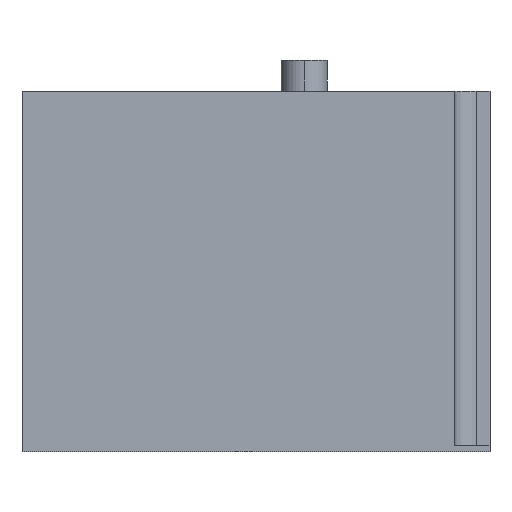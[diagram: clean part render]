
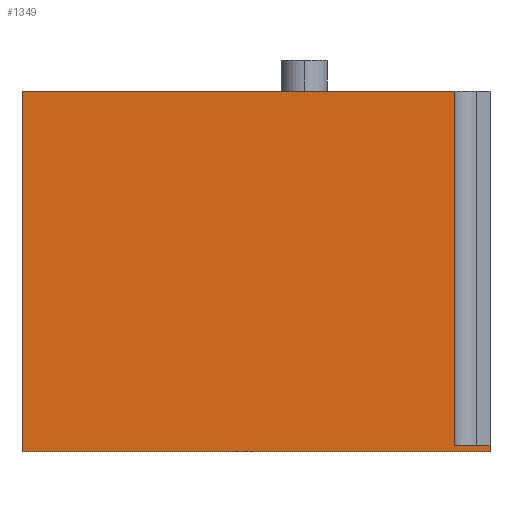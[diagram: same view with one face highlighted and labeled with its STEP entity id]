
A CAD part, left-side view. The second image highlights one B-rep face of the part: STEP entity #1349.
In plain terms, the highlighted planar face has unit normal (-1, 0, 0).
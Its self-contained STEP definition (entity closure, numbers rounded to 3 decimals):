
#198 = VERTEX_POINT ( 'NONE', #2796 ) ;
#273 = EDGE_CURVE ( 'NONE', #3256, #2151, #1828, .T. ) ;
#405 = ORIENTED_EDGE ( 'NONE', *, *, #2343, .F. ) ;
#411 = DIRECTION ( 'NONE',  ( 0., 0., -1. ) ) ;
#450 = CARTESIAN_POINT ( 'NONE',  ( -50.5, -76., 2. ) ) ;
#467 = EDGE_LOOP ( 'NONE', ( #2286, #2260, #3501, #405, #1905, #795 ) ) ;
#795 = ORIENTED_EDGE ( 'NONE', *, *, #1148, .T. ) ;
#981 = LINE ( 'NONE', #3385, #4325 ) ;
#1138 = CARTESIAN_POINT ( 'NONE',  ( -50.5, -76., 117. ) ) ;
#1148 = EDGE_CURVE ( 'NONE', #4914, #2151, #2350, .T. ) ;
#1230 = EDGE_CURVE ( 'NONE', #3232, #3256, #981, .T. ) ;
#1328 = CARTESIAN_POINT ( 'NONE',  ( -50.5, 76., 117. ) ) ;
#1349 = ADVANCED_FACE ( 'NONE', ( #3982 ), #3909, .F. ) ;
#1497 = AXIS2_PLACEMENT_3D ( 'NONE', #4274, #2093, #411 ) ;
#1711 = DIRECTION ( 'NONE',  ( 0., -1., 0. ) ) ;
#1828 = LINE ( 'NONE', #1138, #5412 ) ;
#1905 = ORIENTED_EDGE ( 'NONE', *, *, #1918, .T. ) ;
#1912 = CARTESIAN_POINT ( 'NONE',  ( -50.5, -76., 0. ) ) ;
#1918 = EDGE_CURVE ( 'NONE', #3889, #4914, #2544, .T. ) ;
#1920 = DIRECTION ( 'NONE',  ( 0., 0., 1. ) ) ;
#2093 = DIRECTION ( 'NONE',  ( 1., 0., 0. ) ) ;
#2135 = LINE ( 'NONE', #5357, #3767 ) ;
#2151 = VERTEX_POINT ( 'NONE', #1912 ) ;
#2260 = ORIENTED_EDGE ( 'NONE', *, *, #1230, .F. ) ;
#2286 = ORIENTED_EDGE ( 'NONE', *, *, #273, .F. ) ;
#2336 = LINE ( 'NONE', #2596, #3772 ) ;
#2343 = EDGE_CURVE ( 'NONE', #3889, #198, #2336, .T. ) ;
#2350 = LINE ( 'NONE', #3282, #5189 ) ;
#2544 = LINE ( 'NONE', #5536, #5244 ) ;
#2596 = CARTESIAN_POINT ( 'NONE',  ( -50.5, -76., 117. ) ) ;
#2796 = CARTESIAN_POINT ( 'NONE',  ( -50.5, -64.5, 117. ) ) ;
#3031 = CARTESIAN_POINT ( 'NONE',  ( -50.5, -64.5, 2. ) ) ;
#3232 = VERTEX_POINT ( 'NONE', #3031 ) ;
#3256 = VERTEX_POINT ( 'NONE', #450 ) ;
#3265 = DIRECTION ( 'NONE',  ( 0., -1., 0. ) ) ;
#3282 = CARTESIAN_POINT ( 'NONE',  ( -50.5, -76., 0. ) ) ;
#3385 = CARTESIAN_POINT ( 'NONE',  ( -50.5, -64.5, 2. ) ) ;
#3454 = EDGE_CURVE ( 'NONE', #3232, #198, #2135, .T. ) ;
#3468 = DIRECTION ( 'NONE',  ( 0., 0., -1. ) ) ;
#3501 = ORIENTED_EDGE ( 'NONE', *, *, #3454, .T. ) ;
#3767 = VECTOR ( 'NONE', #1920, 1000. ) ;
#3772 = VECTOR ( 'NONE', #1711, 1000. ) ;
#3804 = DIRECTION ( 'NONE',  ( 0., -1., 0. ) ) ;
#3889 = VERTEX_POINT ( 'NONE', #1328 ) ;
#3909 = PLANE ( 'NONE',  #1497 ) ;
#3982 = FACE_OUTER_BOUND ( 'NONE', #467, .T. ) ;
#4176 = DIRECTION ( 'NONE',  ( 0., 0., -1. ) ) ;
#4274 = CARTESIAN_POINT ( 'NONE',  ( -50.5, -76., 117. ) ) ;
#4325 = VECTOR ( 'NONE', #3804, 1000. ) ;
#4914 = VERTEX_POINT ( 'NONE', #5235 ) ;
#5189 = VECTOR ( 'NONE', #3265, 1000. ) ;
#5235 = CARTESIAN_POINT ( 'NONE',  ( -50.5, 76., 0. ) ) ;
#5244 = VECTOR ( 'NONE', #3468, 1000. ) ;
#5357 = CARTESIAN_POINT ( 'NONE',  ( -50.5, -64.5, -16.263 ) ) ;
#5412 = VECTOR ( 'NONE', #4176, 1000. ) ;
#5536 = CARTESIAN_POINT ( 'NONE',  ( -50.5, 76., 117. ) ) ;
